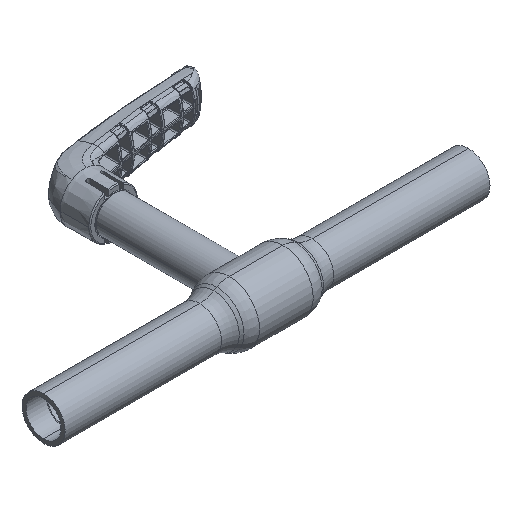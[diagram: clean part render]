
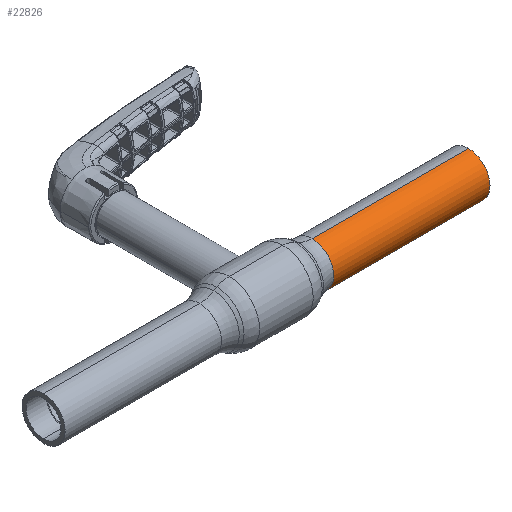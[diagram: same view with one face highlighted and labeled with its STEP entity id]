
A CAD part, isometric view. The second image highlights one B-rep face of the part: STEP entity #22826.
In plain terms, the highlighted cylindrical face has radius 10.65 mm (diameter 21.3 mm), a partial arc.
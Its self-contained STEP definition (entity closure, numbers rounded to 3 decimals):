
#1130 = ORIENTED_EDGE ( 'NONE', *, *, #47704, .T. ) ;
#7754 = ORIENTED_EDGE ( 'NONE', *, *, #78087, .F. ) ;
#8096 = CARTESIAN_POINT ( 'NONE',  ( -62.69, 0., 0. ) ) ;
#8295 = DIRECTION ( 'NONE',  ( 1., 0., 0. ) ) ;
#8588 = DIRECTION ( 'NONE',  ( 0., 0., -1. ) ) ;
#10085 = EDGE_LOOP ( 'NONE', ( #7754, #68295, #1130, #62138 ) ) ;
#13193 = VERTEX_POINT ( 'NONE', #60841 ) ;
#15299 = DIRECTION ( 'NONE',  ( -1., 0., 0. ) ) ;
#17038 = AXIS2_PLACEMENT_3D ( 'NONE', #28519, #8295, #8588 ) ;
#17262 = CARTESIAN_POINT ( 'NONE',  ( 105., 0., 10.65 ) ) ;
#18951 = VERTEX_POINT ( 'NONE', #17262 ) ;
#19170 = LINE ( 'NONE', #50853, #67654 ) ;
#22826 = ADVANCED_FACE ( 'NONE', ( #87672 ), #56414, .T. ) ;
#23312 = EDGE_CURVE ( 'NONE', #18951, #27945, #28348, .T. ) ;
#27945 = VERTEX_POINT ( 'NONE', #33058 ) ;
#28348 = CIRCLE ( 'NONE', #17038, 10.65 ) ;
#28519 = CARTESIAN_POINT ( 'NONE',  ( 105., 0., 0. ) ) ;
#29061 = LINE ( 'NONE', #82330, #56006 ) ;
#32729 = VERTEX_POINT ( 'NONE', #69534 ) ;
#33058 = CARTESIAN_POINT ( 'NONE',  ( 105., 0., -10.65 ) ) ;
#35052 = DIRECTION ( 'NONE',  ( -1., 0., 0. ) ) ;
#35974 = DIRECTION ( 'NONE',  ( -1., 0., 0. ) ) ;
#37144 = DIRECTION ( 'NONE',  ( 0., 0., 1. ) ) ;
#37574 = EDGE_CURVE ( 'NONE', #13193, #32729, #39219, .T. ) ;
#39219 = CIRCLE ( 'NONE', #46087, 10.65 ) ;
#41841 = DIRECTION ( 'NONE',  ( 0., 0., 1. ) ) ;
#46087 = AXIS2_PLACEMENT_3D ( 'NONE', #50124, #35974, #37144 ) ;
#47704 = EDGE_CURVE ( 'NONE', #18951, #32729, #19170, .T. ) ;
#50124 = CARTESIAN_POINT ( 'NONE',  ( 27.786, 0., 0. ) ) ;
#50853 = CARTESIAN_POINT ( 'NONE',  ( -62.69, 0., 10.65 ) ) ;
#56006 = VECTOR ( 'NONE', #35052, 1000. ) ;
#56414 = CYLINDRICAL_SURFACE ( 'NONE', #84607, 10.65 ) ;
#60841 = CARTESIAN_POINT ( 'NONE',  ( 27.786, 0., -10.65 ) ) ;
#62138 = ORIENTED_EDGE ( 'NONE', *, *, #37574, .F. ) ;
#67654 = VECTOR ( 'NONE', #78270, 1000. ) ;
#68295 = ORIENTED_EDGE ( 'NONE', *, *, #23312, .F. ) ;
#69534 = CARTESIAN_POINT ( 'NONE',  ( 27.786, 0., 10.65 ) ) ;
#78087 = EDGE_CURVE ( 'NONE', #27945, #13193, #29061, .T. ) ;
#78270 = DIRECTION ( 'NONE',  ( -1., 0., 0. ) ) ;
#82330 = CARTESIAN_POINT ( 'NONE',  ( -62.69, 0., -10.65 ) ) ;
#84607 = AXIS2_PLACEMENT_3D ( 'NONE', #8096, #15299, #41841 ) ;
#87672 = FACE_OUTER_BOUND ( 'NONE', #10085, .T. ) ;
